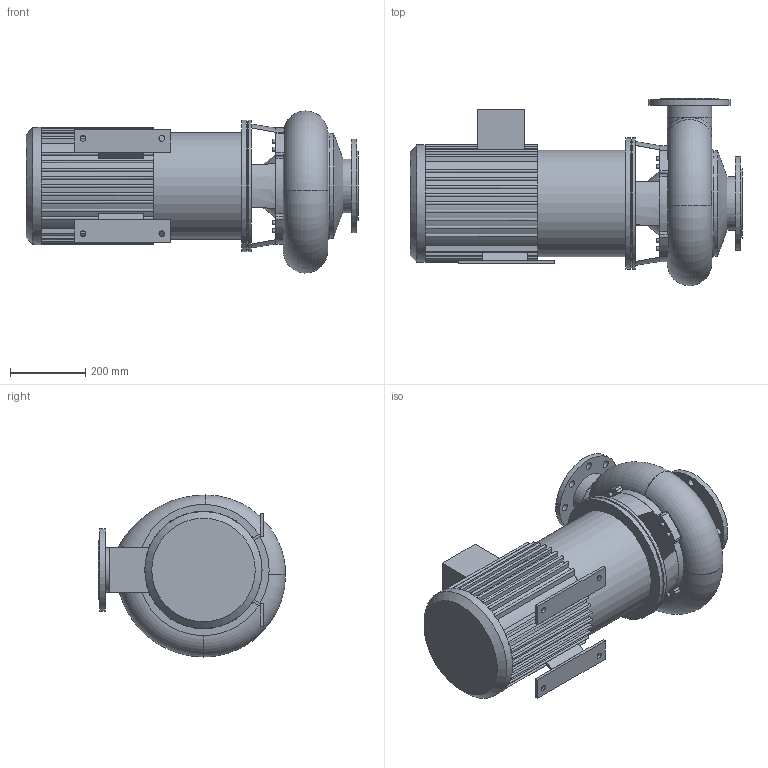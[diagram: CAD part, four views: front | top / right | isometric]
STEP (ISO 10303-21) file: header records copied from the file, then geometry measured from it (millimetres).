
FILE_DESCRIPTION(/* description */ (''),/* implementation_level */ '2;1');
FILE_NAME(/* name */ '45313 KRP11-100-4.stp',/* time_stamp */ '2016-07-14T09:34:45+02:00',/* author */ ('guzb562'),/* organization */ (''),/* preprocessor_version */ 'ST-DEVELOPER v16.1',/* originating_system */ 'Autodesk Inventor 2016',/* authorisation */ '');
FILE_SCHEMA (('AUTOMOTIVE_DESIGN { 1 0 10303 214 3 1 1 }'));
Length unit declared in the file: millimetre
Products named in the file (1): 45313 KRP11-100-4
Bounding box: 885 x 498.85 x 431.95 mm (x, y, z)
Volume: 56428590.5 mm3; surface area: 2245574.6 mm2
Topology: 1 solids, 1 shells, 620 faces, 1673 edges, 1087 vertices
Faces by surface type: plane 332, cylinder 175, bspline 94, torus 12, cone 7
Full cylindrical faces by diameter (mm): 10 x1, 10.431 x7, 15 x4, 19 x15, 114.3 x1, 118.3 x1, 139.7 x1, 143.7 x1, 156 x1, 184 x1, 220 x1, 250 x1, 280 x1, 285 x1, 308.202 x1, 312 x1, 350 x2
Entity records: 21179 total; most frequent: CARTESIAN_POINT 6093, ORIENTED_EDGE 3226, DIRECTION 2881, EDGE_CURVE 1613, VERTEX_POINT 1076, AXIS2_PLACEMENT_3D 1016, LINE 849, VECTOR 849
